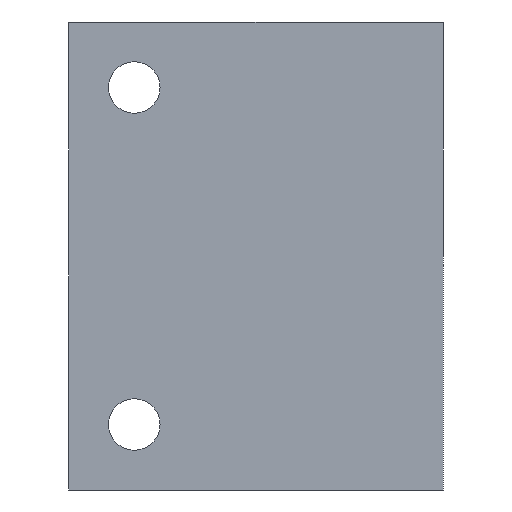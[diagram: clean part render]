
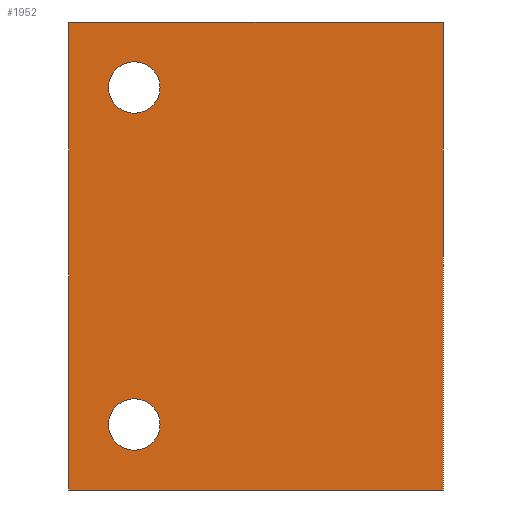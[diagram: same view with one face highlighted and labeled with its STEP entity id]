
A CAD part, left-side view. The second image highlights one B-rep face of the part: STEP entity #1952.
In plain terms, the highlighted planar face has unit normal (-1, 0, 0).
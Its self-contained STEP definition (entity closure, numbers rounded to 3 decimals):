
#80 = VERTEX_POINT ( 'NONE', #218 ) ;
#81 = VERTEX_POINT ( 'NONE', #219 ) ;
#82 = VERTEX_POINT ( 'NONE', #220 ) ;
#84 = VERTEX_POINT ( 'NONE', #222 ) ;
#218 = CARTESIAN_POINT ( 'NONE',  ( -15., -15., -25. ) ) ;
#219 = CARTESIAN_POINT ( 'NONE',  ( -15., 25., -25. ) ) ;
#220 = CARTESIAN_POINT ( 'NONE',  ( -15., -15., 25. ) ) ;
#222 = CARTESIAN_POINT ( 'NONE',  ( -15., 25., 25. ) ) ;
#828 = FACE_BOUND ( 'NONE', #2007, .T. ) ;
#855 = FACE_BOUND ( 'NONE', #2017, .T. ) ;
#859 = FACE_OUTER_BOUND ( 'NONE', #2081, .T. ) ;
#876 = LINE ( 'NONE', #1578, #1021 ) ;
#946 = VECTOR ( 'NONE', #1581, 1000. ) ;
#1006 = LINE ( 'NONE', #1557, #1025 ) ;
#1021 = VECTOR ( 'NONE', #1579, 1000. ) ;
#1022 = CIRCLE ( 'NONE', #2616, 2.75 ) ;
#1023 = LINE ( 'NONE', #1580, #946 ) ;
#1024 = LINE ( 'NONE', #1587, #1029 ) ;
#1025 = VECTOR ( 'NONE', #1583, 1000. ) ;
#1029 = VECTOR ( 'NONE', #1588, 1000. ) ;
#1030 = CIRCLE ( 'NONE', #2620, 2.75 ) ;
#1354 = PLANE ( 'NONE',  #2598 ) ;
#1355 = CARTESIAN_POINT ( 'NONE',  ( -15., -15., 0. ) ) ;
#1356 = DIRECTION ( 'NONE',  ( -1., 0., 0. ) ) ;
#1357 = DIRECTION ( 'NONE',  ( 0., 0., 1. ) ) ;
#1557 = CARTESIAN_POINT ( 'NONE',  ( -15., -15., 0. ) ) ;
#1560 = CARTESIAN_POINT ( 'NONE',  ( -15., 18., -18. ) ) ;
#1576 = DIRECTION ( 'NONE',  ( 1., 0., 0. ) ) ;
#1577 = DIRECTION ( 'NONE',  ( 0., -1., 0. ) ) ;
#1578 = CARTESIAN_POINT ( 'NONE',  ( -15., 5., -25. ) ) ;
#1579 = DIRECTION ( 'NONE',  ( 0., -1., 0. ) ) ;
#1580 = CARTESIAN_POINT ( 'NONE',  ( -15., 5., 25. ) ) ;
#1581 = DIRECTION ( 'NONE',  ( 0., -1., 0. ) ) ;
#1583 = DIRECTION ( 'NONE',  ( 0., 0., -1. ) ) ;
#1584 = CARTESIAN_POINT ( 'NONE',  ( -15., 18., 18. ) ) ;
#1585 = DIRECTION ( 'NONE',  ( 1., 0., 0. ) ) ;
#1586 = DIRECTION ( 'NONE',  ( 0., -1., 0. ) ) ;
#1587 = CARTESIAN_POINT ( 'NONE',  ( -15., 25., 0. ) ) ;
#1588 = DIRECTION ( 'NONE',  ( 0., 0., 1. ) ) ;
#1891 = VERTEX_POINT ( 'NONE', #1892 ) ;
#1892 = CARTESIAN_POINT ( 'NONE',  ( -15., 15.25, -18. ) ) ;
#1893 = VERTEX_POINT ( 'NONE', #1894 ) ;
#1894 = CARTESIAN_POINT ( 'NONE',  ( -15., 15.25, 18. ) ) ;
#1952 = ADVANCED_FACE ( 'NONE', ( #855, #828, #859 ), #1354, .T. ) ;
#2007 = EDGE_LOOP ( 'NONE', ( #2159 ) ) ;
#2017 = EDGE_LOOP ( 'NONE', ( #2158 ) ) ;
#2081 = EDGE_LOOP ( 'NONE', ( #2160, #2161, #2162, #2163 ) ) ;
#2158 = ORIENTED_EDGE ( 'NONE', *, *, #2383, .T. ) ;
#2159 = ORIENTED_EDGE ( 'NONE', *, *, #2379, .T. ) ;
#2160 = ORIENTED_EDGE ( 'NONE', *, *, #2380, .T. ) ;
#2161 = ORIENTED_EDGE ( 'NONE', *, *, #2382, .F. ) ;
#2162 = ORIENTED_EDGE ( 'NONE', *, *, #2381, .F. ) ;
#2163 = ORIENTED_EDGE ( 'NONE', *, *, #2384, .F. ) ;
#2379 = EDGE_CURVE ( 'NONE', #1891, #1891, #1022, .T. ) ;
#2380 = EDGE_CURVE ( 'NONE', #81, #80, #876, .T. ) ;
#2381 = EDGE_CURVE ( 'NONE', #84, #82, #1023, .T. ) ;
#2382 = EDGE_CURVE ( 'NONE', #82, #80, #1006, .T. ) ;
#2383 = EDGE_CURVE ( 'NONE', #1893, #1893, #1030, .T. ) ;
#2384 = EDGE_CURVE ( 'NONE', #81, #84, #1024, .T. ) ;
#2598 = AXIS2_PLACEMENT_3D ( 'NONE', #1355, #1356, #1357 ) ;
#2616 = AXIS2_PLACEMENT_3D ( 'NONE', #1560, #1576, #1577 ) ;
#2620 = AXIS2_PLACEMENT_3D ( 'NONE', #1584, #1585, #1586 ) ;
